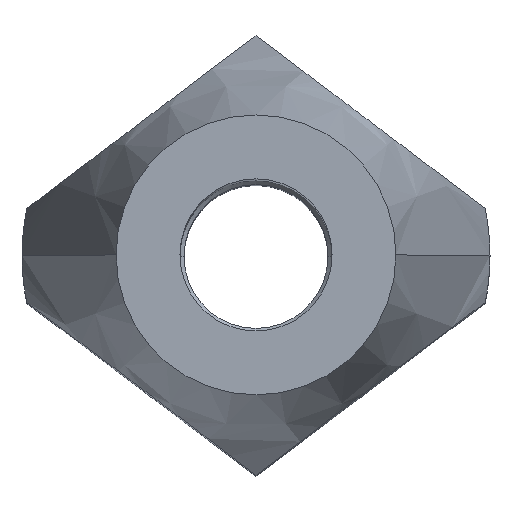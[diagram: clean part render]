
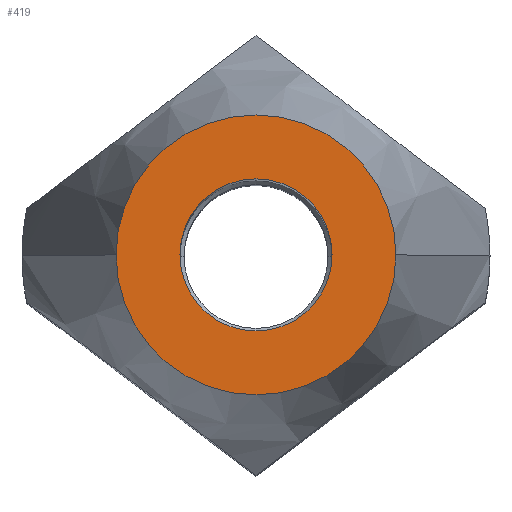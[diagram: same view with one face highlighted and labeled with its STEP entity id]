
A CAD part, top view. The second image highlights one B-rep face of the part: STEP entity #419.
In plain terms, the highlighted planar face has unit normal (0, 0, 1).
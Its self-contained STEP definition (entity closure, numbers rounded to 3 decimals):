
#193=VERTEX_POINT('',#514);
#199=EDGE_CURVE('',#207,#193,#521,.T.);
#207=VERTEX_POINT('',#529);
#253=VERTEX_POINT('',#583);
#267=VERTEX_POINT('',#598);
#325=EDGE_CURVE('',#193,#207,#661,.T.);
#395=EDGE_CURVE('',#267,#253,#738,.T.);
#397=EDGE_CURVE('',#253,#267,#740,.T.);
#419=ADVANCED_FACE('',(#766,#767),#768,.T.);
#514=CARTESIAN_POINT('',(2.392,0.,16.0));
#521=CIRCLE('',#873,2.392);
#529=CARTESIAN_POINT('',(-2.392,0.,16.0));
#583=CARTESIAN_POINT('',(-1.3,0.,16.0));
#598=CARTESIAN_POINT('',(1.3,0.,16.0));
#661=CIRCLE('',#1081,2.392);
#738=CIRCLE('',#1195,1.3);
#740=CIRCLE('',#1198,1.3);
#766=FACE_BOUND('',#1230,.T.);
#767=FACE_OUTER_BOUND('',#1231,.T.);
#768=PLANE('',#1232);
#873=AXIS2_PLACEMENT_3D('',#1359,#1360,#1361);
#1081=AXIS2_PLACEMENT_3D('',#1517,#1518,#1519);
#1195=AXIS2_PLACEMENT_3D('',#1597,#1598,#1599);
#1198=AXIS2_PLACEMENT_3D('',#1600,#1601,#1602);
#1230=EDGE_LOOP('',(#1644,#1645));
#1231=EDGE_LOOP('',(#1646,#1647));
#1232=AXIS2_PLACEMENT_3D('',#1648,#1649,#1650);
#1359=CARTESIAN_POINT('',(0.,0.,16.0));
#1360=DIRECTION('',(0.,0.,1.0));
#1361=DIRECTION('',(-1.0,0.,-0.0));
#1517=CARTESIAN_POINT('',(0.,0.,16.0));
#1518=DIRECTION('',(0.,0.,1.0));
#1519=DIRECTION('',(-1.0,0.,-0.0));
#1597=CARTESIAN_POINT('',(0.0,0.0,16.0));
#1598=DIRECTION('',(0.,0.,-1.0));
#1599=DIRECTION('',(1.0,0.,0.));
#1600=CARTESIAN_POINT('',(0.0,0.0,16.0));
#1601=DIRECTION('',(0.,0.,-1.0));
#1602=DIRECTION('',(1.0,0.,0.));
#1644=ORIENTED_EDGE('',*,*,#397,.T.);
#1645=ORIENTED_EDGE('',*,*,#395,.T.);
#1646=ORIENTED_EDGE('',*,*,#199,.T.);
#1647=ORIENTED_EDGE('',*,*,#325,.T.);
#1648=CARTESIAN_POINT('',(-1.196,0.,16.0));
#1649=DIRECTION('',(0.,0.,1.0));
#1650=DIRECTION('',(-1.0,0.,-0.0));
